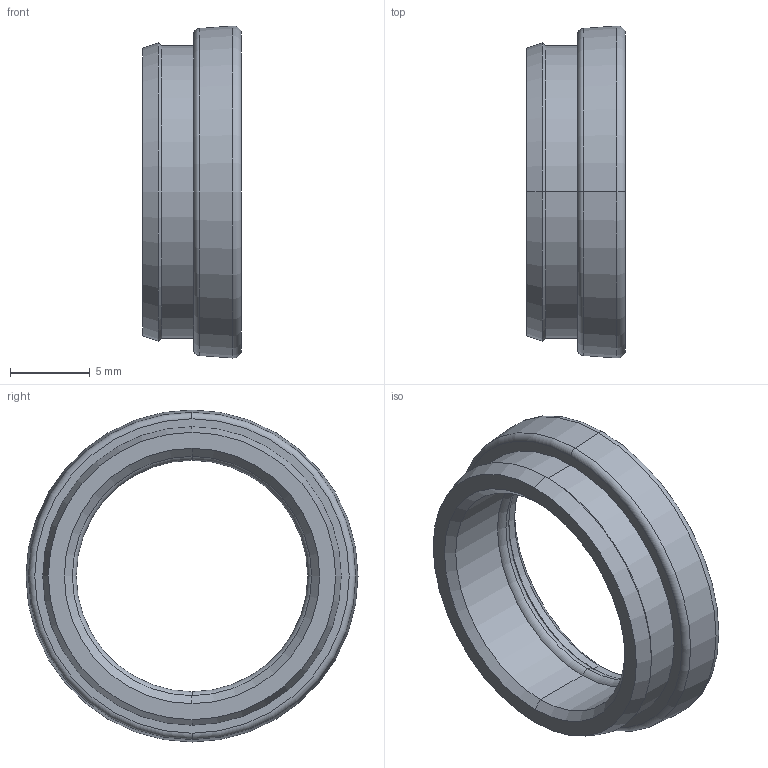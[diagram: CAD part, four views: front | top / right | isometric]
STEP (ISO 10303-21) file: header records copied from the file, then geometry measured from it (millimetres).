
FILE_DESCRIPTION (( 'STEP AP203' ), '1' );
FILE_NAME ('02.16.150.STEP', '2017-12-21T10:15:01', ( '' ), ( '' ), 'SwSTEP 2.0', 'SolidWorks 2012', '' );
FILE_SCHEMA (( 'CONFIG_CONTROL_DESIGN' ));
Length unit declared in the file: millimetre
Products named in the file (3): O型環; 02.16.150; ER25止水環(φ15)--成品
Assembly tree (2 placements, depth 2):
  02.16.150
    ER25止水環(φ15)--成品
    O型環
Bounding box: 6.2 x 20.8 x 20.8 mm (x, y, z)
Volume: 737.6 mm3; surface area: 1167.4 mm2
Topology: 2 solids, 2 shells, 31 faces, 62 edges, 36 vertices
Faces by surface type: cone 10, torus 8, cylinder 8, plane 5
Entity records: 1125 total; most frequent: DIRECTION 178, CARTESIAN_POINT 134, ORIENTED_EDGE 124, AXIS2_PLACEMENT_3D 80, EDGE_CURVE 62, CIRCLE 44, VERTEX_POINT 36, EDGE_LOOP 36
